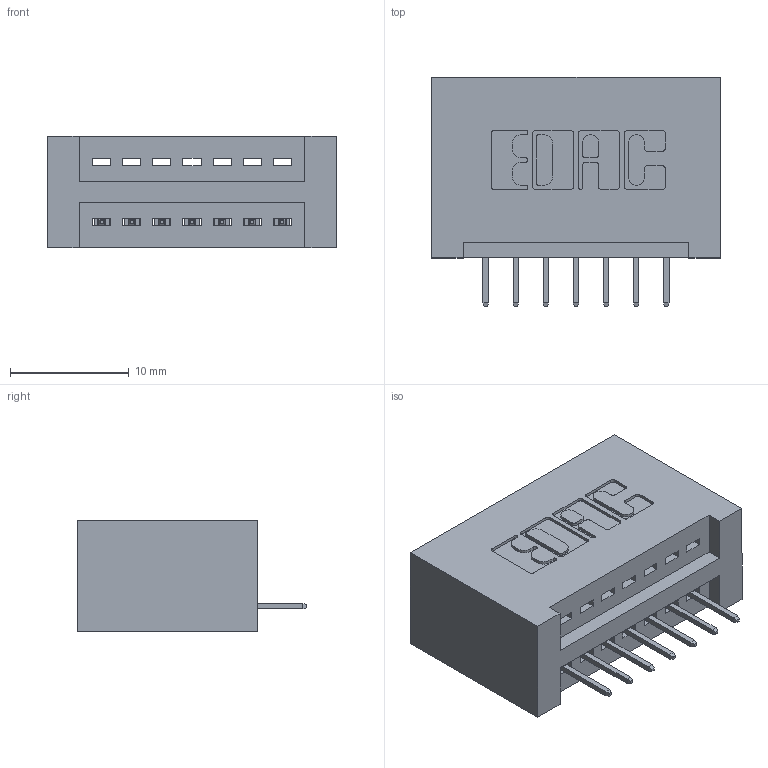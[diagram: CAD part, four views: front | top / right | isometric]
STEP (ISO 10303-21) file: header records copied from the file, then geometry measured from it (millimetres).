
FILE_DESCRIPTION (( 'STEP AP203' ), '1' );
FILE_NAME ('345-007-524-101.STEP', '2019-10-03T17:17:01', ( '' ), ( '' ), 'SwSTEP 2.0', 'SolidWorks 2016', '' );
FILE_SCHEMA (( 'CONFIG_CONTROL_DESIGN' ));
Length unit declared in the file: inch
Products named in the file (3): 345-007-524-101; 345-292-001_345-293-124; 345 Part_No Mounting Lugs
Assembly tree (8 placements, depth 2):
  345-007-524-101
    345 Part_No Mounting Lugs
    345-292-001_345-293-124  x7
Bounding box: 24.38 x 19.35 x 9.4 mm (x, y, z)
Volume: 2586 mm3; surface area: 3062.6 mm2
Topology: 8 solids, 8 shells, 552 faces, 1577 edges, 1022 vertices
Faces by surface type: plane 398, cylinder 154
Entity records: 9777 total; most frequent: CARTESIAN_POINT 1701, ORIENTED_EDGE 1642, DIRECTION 1531, EDGE_CURVE 821, VECTOR 673, LINE 673, VERTEX_POINT 542, AXIS2_PLACEMENT_3D 429
